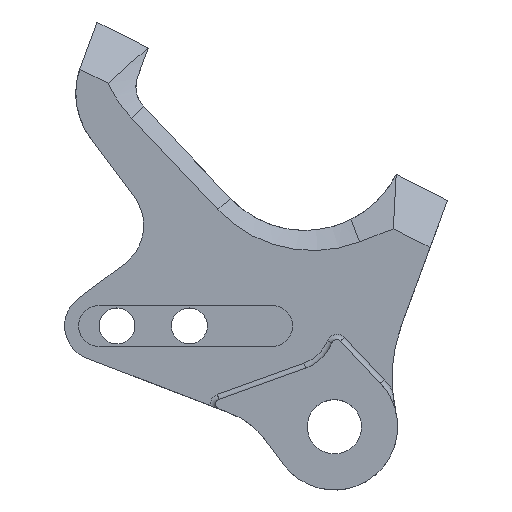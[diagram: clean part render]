
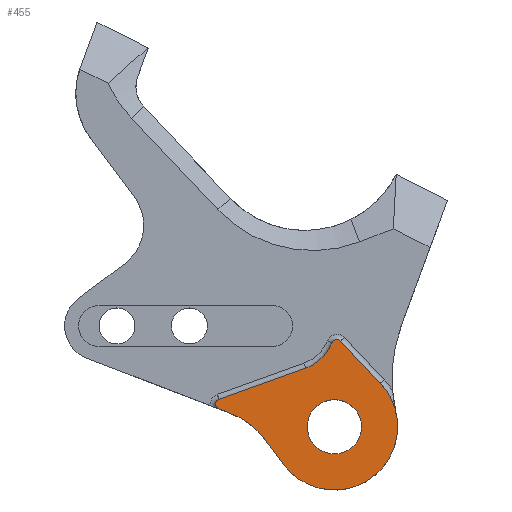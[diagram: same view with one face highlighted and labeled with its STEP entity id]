
A CAD part, top view. The second image highlights one B-rep face of the part: STEP entity #455.
In plain terms, the highlighted planar face has unit normal (0, 0, 1).
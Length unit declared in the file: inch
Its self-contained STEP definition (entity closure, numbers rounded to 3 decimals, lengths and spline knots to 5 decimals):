
#25 = EDGE_LOOP ( 'NONE', ( #1398, #412 ) ) ;
#32 = VERTEX_POINT ( 'NONE', #146 ) ;
#65 = CARTESIAN_POINT ( 'NONE',  ( -0.59991, -0.11565, 0.177 ) ) ;
#75 = EDGE_CURVE ( 'NONE', #324, #32, #664, .T. ) ;
#95 = AXIS2_PLACEMENT_3D ( 'NONE', #1812, #364, #1792 ) ;
#102 = CARTESIAN_POINT ( 'NONE',  ( -0.236, 0., 0.177 ) ) ;
#131 = CIRCLE ( 'NONE', #767, 0.045 ) ;
#146 = CARTESIAN_POINT ( 'NONE',  ( -0.44084, -0.32887, 0.177 ) ) ;
#158 = CARTESIAN_POINT ( 'NONE',  ( -0.98848, 0.19757, 0.177 ) ) ;
#162 = CARTESIAN_POINT ( 'NONE',  ( 0.40006, 0.37743, 0.177 ) ) ;
#172 = FACE_OUTER_BOUND ( 'NONE', #1086, .T. ) ;
#176 = ORIENTED_EDGE ( 'NONE', *, *, #1219, .T. ) ;
#191 = DIRECTION ( 'NONE',  ( 0.686, -0.727, 0. ) ) ;
#256 = ORIENTED_EDGE ( 'NONE', *, *, #1268, .F. ) ;
#271 = VERTEX_POINT ( 'NONE', #1791 ) ;
#284 = EDGE_CURVE ( 'NONE', #1510, #1032, #1821, .T. ) ;
#288 = VECTOR ( 'NONE', #2315, 39.37008 ) ;
#292 = ORIENTED_EDGE ( 'NONE', *, *, #75, .T. ) ;
#294 = EDGE_CURVE ( 'NONE', #2015, #485, #1315, .T. ) ;
#320 = CARTESIAN_POINT ( 'NONE',  ( 0.02136, 0.71326, 0.177 ) ) ;
#324 = VERTEX_POINT ( 'NONE', #65 ) ;
#364 = DIRECTION ( 'NONE',  ( 0., 0., 1. ) ) ;
#367 = CIRCLE ( 'NONE', #1741, 0.55 ) ;
#379 = CARTESIAN_POINT ( 'NONE',  ( -1.0046, 0.15556, 0.177 ) ) ;
#402 = VECTOR ( 'NONE', #1983, 39.37008 ) ;
#412 = ORIENTED_EDGE ( 'NONE', *, *, #284, .F. ) ;
#419 = ORIENTED_EDGE ( 'NONE', *, *, #294, .T. ) ;
#455 = ADVANCED_FACE ( 'NONE', ( #172, #1415 ), #2352, .T. ) ;
#485 = VERTEX_POINT ( 'NONE', #162 ) ;
#493 = DIRECTION ( 'NONE',  ( 0., 0., 1. ) ) ;
#500 = DIRECTION ( 'NONE',  ( 1., 0., 0. ) ) ;
#514 = CARTESIAN_POINT ( 'NONE',  ( -0.44084, -0.32887, 0.177 ) ) ;
#557 = DIRECTION ( 'NONE',  ( 0., 0., 1. ) ) ;
#562 = AXIS2_PLACEMENT_3D ( 'NONE', #1619, #1089, #1426 ) ;
#572 = VERTEX_POINT ( 'NONE', #379 ) ;
#585 = ORIENTED_EDGE ( 'NONE', *, *, #2090, .T. ) ;
#616 = LINE ( 'NONE', #631, #288 ) ;
#631 = CARTESIAN_POINT ( 'NONE',  ( -0.19041, 0.53136, 0.177 ) ) ;
#649 = VERTEX_POINT ( 'NONE', #1401 ) ;
#664 = LINE ( 'NONE', #514, #1387 ) ;
#670 = AXIS2_PLACEMENT_3D ( 'NONE', #702, #1432, #2165 ) ;
#677 = EDGE_CURVE ( 'NONE', #32, #2015, #367, .T. ) ;
#702 = CARTESIAN_POINT ( 'NONE',  ( 0., 0., 0.177 ) ) ;
#709 = EDGE_CURVE ( 'NONE', #271, #1124, #616, .T. ) ;
#732 = CARTESIAN_POINT ( 'NONE',  ( 0., 0., 0.177 ) ) ;
#760 = VERTEX_POINT ( 'NONE', #1177 ) ;
#767 = AXIS2_PLACEMENT_3D ( 'NONE', #320, #1584, #1253 ) ;
#841 = CARTESIAN_POINT ( 'NONE',  ( -1.00366, 0.23994, 0.177 ) ) ;
#926 = CIRCLE ( 'NONE', #2197, 0.045 ) ;
#952 = ORIENTED_EDGE ( 'NONE', *, *, #1633, .F. ) ;
#1011 = DIRECTION ( 'NONE',  ( 1., 0., 0. ) ) ;
#1032 = VERTEX_POINT ( 'NONE', #1311 ) ;
#1086 = EDGE_LOOP ( 'NONE', ( #1673, #2198, #176, #952, #292, #1726, #419, #256, #585, #1971 ) ) ;
#1089 = DIRECTION ( 'NONE',  ( 0., 0., 1. ) ) ;
#1100 = LINE ( 'NONE', #1794, #402 ) ;
#1124 = VERTEX_POINT ( 'NONE', #841 ) ;
#1177 = CARTESIAN_POINT ( 'NONE',  ( -0.02032, 0.73021, 0.177 ) ) ;
#1187 = DIRECTION ( 'NONE',  ( 0., 0., 1. ) ) ;
#1205 = VERTEX_POINT ( 'NONE', #2018 ) ;
#1219 = EDGE_CURVE ( 'NONE', #572, #1205, #1100, .T. ) ;
#1253 = DIRECTION ( 'NONE',  ( 1., 0., 0. ) ) ;
#1255 = DIRECTION ( 'NONE',  ( 1., 0., 0. ) ) ;
#1268 = EDGE_CURVE ( 'NONE', #649, #485, #2191, .T. ) ;
#1276 = CIRCLE ( 'NONE', #1338, 0.39 ) ;
#1311 = CARTESIAN_POINT ( 'NONE',  ( 0.236, 0., 0.177 ) ) ;
#1315 = CIRCLE ( 'NONE', #2208, 0.55 ) ;
#1338 = AXIS2_PLACEMENT_3D ( 'NONE', #1607, #1187, #1011 ) ;
#1387 = VECTOR ( 'NONE', #1914, 39.37008 ) ;
#1398 = ORIENTED_EDGE ( 'NONE', *, *, #1699, .F. ) ;
#1401 = CARTESIAN_POINT ( 'NONE',  ( 0.0541, 0.74414, 0.177 ) ) ;
#1415 = FACE_BOUND ( 'NONE', #25, .T. ) ;
#1426 = DIRECTION ( 'NONE',  ( 1., 0., 0. ) ) ;
#1432 = DIRECTION ( 'NONE',  ( 0., 0., 1. ) ) ;
#1464 = DIRECTION ( 'NONE',  ( 0., 0., 1. ) ) ;
#1510 = VERTEX_POINT ( 'NONE', #102 ) ;
#1541 = CIRCLE ( 'NONE', #95, 0.7 ) ;
#1584 = DIRECTION ( 'NONE',  ( 0., 0., 1. ) ) ;
#1607 = CARTESIAN_POINT ( 'NONE',  ( -0.38159, 0.87713, 0.177 ) ) ;
#1619 = CARTESIAN_POINT ( 'NONE',  ( 0., 0., 0.177 ) ) ;
#1633 = EDGE_CURVE ( 'NONE', #324, #1205, #1541, .T. ) ;
#1650 = CARTESIAN_POINT ( 'NONE',  ( 0.40006, 0.37743, 0.177 ) ) ;
#1673 = ORIENTED_EDGE ( 'NONE', *, *, #709, .T. ) ;
#1697 = AXIS2_PLACEMENT_3D ( 'NONE', #732, #1464, #1255 ) ;
#1699 = EDGE_CURVE ( 'NONE', #1032, #1510, #1736, .T. ) ;
#1726 = ORIENTED_EDGE ( 'NONE', *, *, #677, .T. ) ;
#1736 = CIRCLE ( 'NONE', #670, 0.236 ) ;
#1741 = AXIS2_PLACEMENT_3D ( 'NONE', #1946, #493, #2301 ) ;
#1791 = CARTESIAN_POINT ( 'NONE',  ( -0.25003, 0.51, 0.177 ) ) ;
#1792 = DIRECTION ( 'NONE',  ( 1., 0., 0. ) ) ;
#1794 = CARTESIAN_POINT ( 'NONE',  ( -0.07697, -0.20052, 0.177 ) ) ;
#1812 = CARTESIAN_POINT ( 'NONE',  ( -1.16099, -0.53421, 0.177 ) ) ;
#1821 = CIRCLE ( 'NONE', #1697, 0.236 ) ;
#1909 = EDGE_CURVE ( 'NONE', #271, #760, #1276, .T. ) ;
#1914 = DIRECTION ( 'NONE',  ( 0.598, -0.802, 0. ) ) ;
#1927 = CARTESIAN_POINT ( 'NONE',  ( 0.55, 0., 0.177 ) ) ;
#1946 = CARTESIAN_POINT ( 'NONE',  ( 0., 0., 0.177 ) ) ;
#1971 = ORIENTED_EDGE ( 'NONE', *, *, #1909, .F. ) ;
#1979 = DIRECTION ( 'NONE',  ( 1., 0., 0. ) ) ;
#1983 = DIRECTION ( 'NONE',  ( 0.934, -0.358, 0. ) ) ;
#2015 = VERTEX_POINT ( 'NONE', #1927 ) ;
#2018 = CARTESIAN_POINT ( 'NONE',  ( -0.91013, 0.1193, 0.177 ) ) ;
#2023 = EDGE_CURVE ( 'NONE', #1124, #572, #926, .T. ) ;
#2090 = EDGE_CURVE ( 'NONE', #649, #760, #131, .T. ) ;
#2165 = DIRECTION ( 'NONE',  ( 1., 0., 0. ) ) ;
#2178 = VECTOR ( 'NONE', #191, 39.37008 ) ;
#2191 = LINE ( 'NONE', #1650, #2178 ) ;
#2197 = AXIS2_PLACEMENT_3D ( 'NONE', #158, #2338, #500 ) ;
#2198 = ORIENTED_EDGE ( 'NONE', *, *, #2023, .T. ) ;
#2199 = CARTESIAN_POINT ( 'NONE',  ( 0., 0., 0.177 ) ) ;
#2208 = AXIS2_PLACEMENT_3D ( 'NONE', #2199, #557, #1979 ) ;
#2301 = DIRECTION ( 'NONE',  ( 1., 0., 0. ) ) ;
#2315 = DIRECTION ( 'NONE',  ( -0.941, -0.337, 0. ) ) ;
#2338 = DIRECTION ( 'NONE',  ( 0., 0., 1. ) ) ;
#2352 = PLANE ( 'NONE',  #562 ) ;
